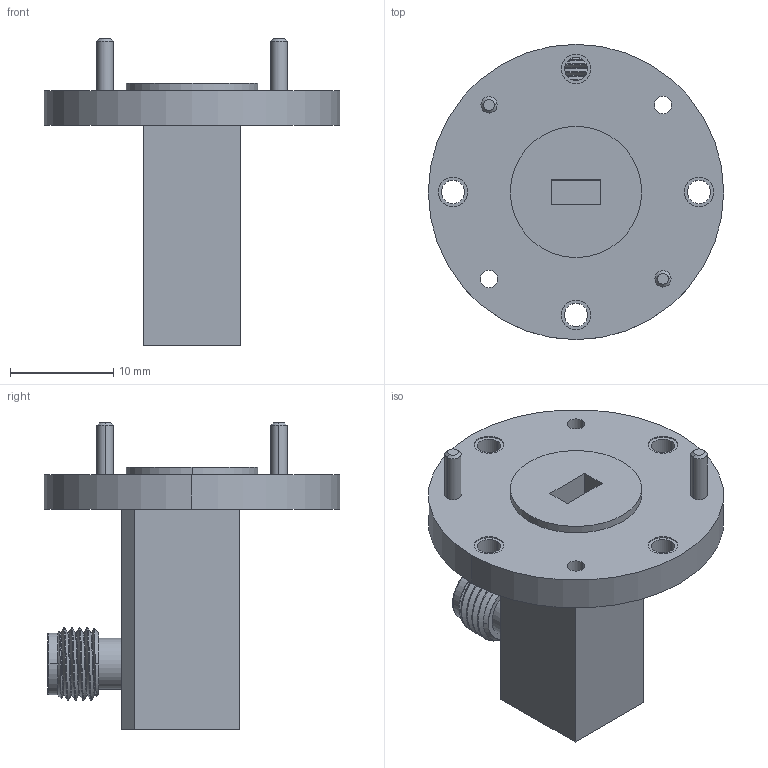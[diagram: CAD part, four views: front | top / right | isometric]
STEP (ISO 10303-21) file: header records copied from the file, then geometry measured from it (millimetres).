
FILE_DESCRIPTION (( 'STEP AP203' ), '1' );
FILE_NAME ('PE-W19CA001 ¦ SMW19AC001-VF.step', '2019-09-20T20:15:21', ( '' ), ( '' ), 'SwSTEP 2.0', 'SolidWorks 2018', '' );
FILE_SCHEMA (( 'CONFIG_CONTROL_DESIGN' ));
Length unit declared in the file: inch
Products named in the file (1): PE-W19CA001 ｦ SMW19AC001-VF
Bounding box: 28.57 x 28.57 x 29.72 mm (x, y, z)
Volume: 4280.3 mm3; surface area: 3241.7 mm2
Topology: 1 solids, 1 shells, 137 faces, 327 edges, 215 vertices
Faces by surface type: cylinder 65, plane 51, cone 16, bspline 3, torus 2
Entity records: 5233 total; most frequent: CARTESIAN_POINT 1896, DIRECTION 711, ORIENTED_EDGE 654, EDGE_CURVE 327, AXIS2_PLACEMENT_3D 287, VERTEX_POINT 215, EDGE_LOOP 172, CIRCLE 152
